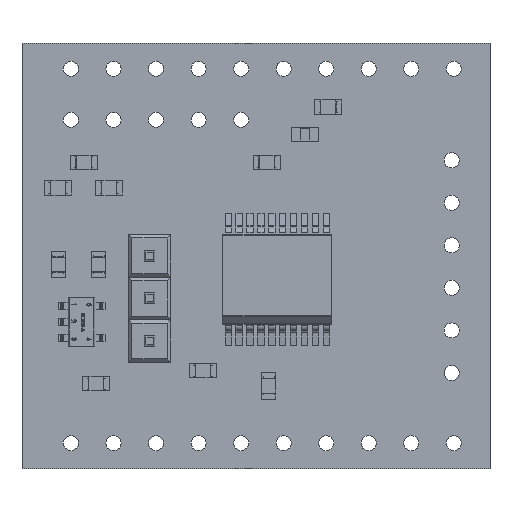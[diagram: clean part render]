
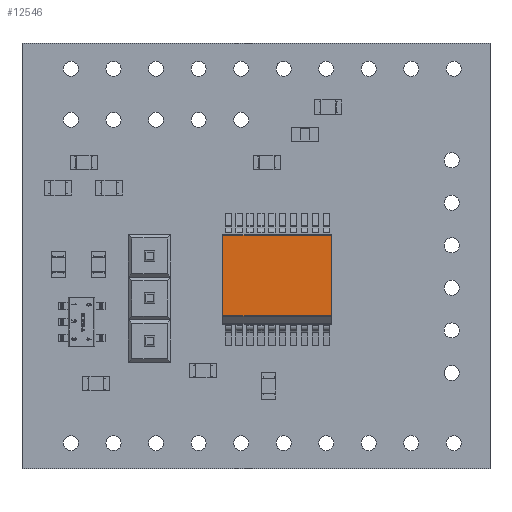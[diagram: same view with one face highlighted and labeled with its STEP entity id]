
A CAD part, top view. The second image highlights one B-rep face of the part: STEP entity #12546.
In plain terms, the highlighted face is planar.
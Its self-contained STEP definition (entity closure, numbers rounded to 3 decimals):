
#11572 = EDGE_CURVE('',#11573,#11575,#11577,.T.);
#11573 = VERTEX_POINT('',#11574);
#11574 = CARTESIAN_POINT('',(2.63,1.78,-3.25));
#11575 = VERTEX_POINT('',#11576);
#11576 = CARTESIAN_POINT('',(2.63,1.78,3.25));
#11577 = LINE('',#11578,#11579);
#11578 = CARTESIAN_POINT('',(2.63,1.78,-0.65));
#11579 = VECTOR('',#11580,1.);
#11580 = DIRECTION('',(0.,0.,1.));
#12519 = VERTEX_POINT('',#12520);
#12520 = CARTESIAN_POINT('',(-2.159,1.78,3.25));
#12527 = EDGE_CURVE('',#12528,#12519,#12530,.T.);
#12528 = VERTEX_POINT('',#12529);
#12529 = CARTESIAN_POINT('',(-2.159,1.78,-3.25));
#12530 = LINE('',#12531,#12532);
#12531 = CARTESIAN_POINT('',(-2.159,1.78,-0.65));
#12532 = VECTOR('',#12533,1.);
#12533 = DIRECTION('',(0.,0.,1.));
#12546 = ADVANCED_FACE('',(#12547),#12563,.T.);
#12547 = FACE_BOUND('',#12548,.T.);
#12548 = EDGE_LOOP('',(#12549,#12550,#12556,#12557));
#12549 = ORIENTED_EDGE('',*,*,#12527,.T.);
#12550 = ORIENTED_EDGE('',*,*,#12551,.F.);
#12551 = EDGE_CURVE('',#11575,#12519,#12552,.T.);
#12552 = LINE('',#12553,#12554);
#12553 = CARTESIAN_POINT('',(-2.159,1.78,3.25));
#12554 = VECTOR('',#12555,1.);
#12555 = DIRECTION('',(-1.,0.,0.));
#12556 = ORIENTED_EDGE('',*,*,#11572,.F.);
#12557 = ORIENTED_EDGE('',*,*,#12558,.T.);
#12558 = EDGE_CURVE('',#11573,#12528,#12559,.T.);
#12559 = LINE('',#12560,#12561);
#12560 = CARTESIAN_POINT('',(-2.159,1.78,-3.25));
#12561 = VECTOR('',#12562,1.);
#12562 = DIRECTION('',(-1.,0.,0.));
#12563 = PLANE('',#12564);
#12564 = AXIS2_PLACEMENT_3D('',#12565,#12566,#12567);
#12565 = CARTESIAN_POINT('',(-2.159,1.78,-0.65));
#12566 = DIRECTION('',(0.,1.,0.));
#12567 = DIRECTION('',(-1.,0.,0.));
